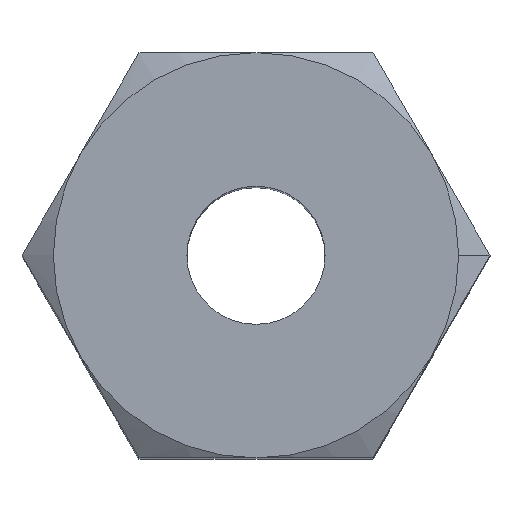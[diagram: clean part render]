
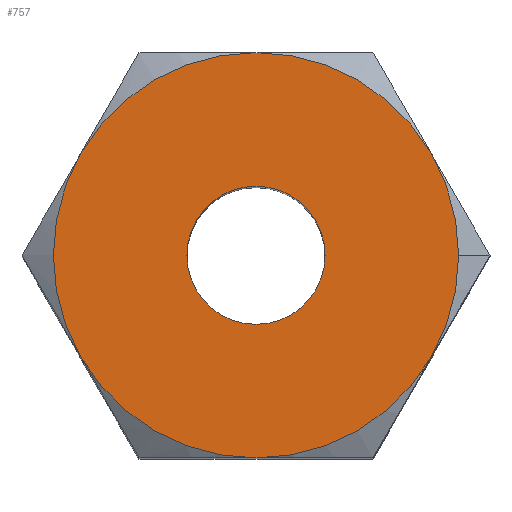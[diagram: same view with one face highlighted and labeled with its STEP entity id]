
A CAD part, top view. The second image highlights one B-rep face of the part: STEP entity #757.
In plain terms, the highlighted planar face has unit normal (0, 0, 1).
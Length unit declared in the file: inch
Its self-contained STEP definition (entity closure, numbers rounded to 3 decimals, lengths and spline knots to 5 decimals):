
#4 = CIRCLE ( 'NONE', #136, 0.15625 ) ;
#14 = DIRECTION ( 'NONE',  ( 0., 0., 1. ) ) ;
#16 = AXIS2_PLACEMENT_3D ( 'NONE', #613, #246, #728 ) ;
#53 = VERTEX_POINT ( 'NONE', #520 ) ;
#56 = CIRCLE ( 'NONE', #455, 0.15625 ) ;
#58 = DIRECTION ( 'NONE',  ( 1., 0., 0. ) ) ;
#60 = ORIENTED_EDGE ( 'NONE', *, *, #351, .F. ) ;
#69 = DIRECTION ( 'NONE',  ( 1., 0., 0. ) ) ;
#70 = CARTESIAN_POINT ( 'NONE',  ( 0., 0., 0.62992 ) ) ;
#82 = ORIENTED_EDGE ( 'NONE', *, *, #611, .T. ) ;
#88 = DIRECTION ( 'NONE',  ( 1., 0., 0. ) ) ;
#96 = AXIS2_PLACEMENT_3D ( 'NONE', #319, #438, #69 ) ;
#100 = EDGE_LOOP ( 'NONE', ( #645, #60 ) ) ;
#102 = VERTEX_POINT ( 'NONE', #717 ) ;
#106 = FACE_OUTER_BOUND ( 'NONE', #276, .T. ) ;
#121 = VERTEX_POINT ( 'NONE', #461 ) ;
#136 = AXIS2_PLACEMENT_3D ( 'NONE', #586, #404, #401 ) ;
#140 = VERTEX_POINT ( 'NONE', #354 ) ;
#162 = CARTESIAN_POINT ( 'NONE',  ( 0., 0., 0.62992 ) ) ;
#165 = ORIENTED_EDGE ( 'NONE', *, *, #763, .T. ) ;
#168 = EDGE_CURVE ( 'NONE', #102, #53, #292, .T. ) ;
#180 = VERTEX_POINT ( 'NONE', #349 ) ;
#184 = AXIS2_PLACEMENT_3D ( 'NONE', #326, #443, #323 ) ;
#185 = CARTESIAN_POINT ( 'NONE',  ( -0.05325, 0., 0.62992 ) ) ;
#246 = DIRECTION ( 'NONE',  ( 0., 0., 1. ) ) ;
#276 = EDGE_LOOP ( 'NONE', ( #165, #636, #508, #82, #533, #567, #499 ) ) ;
#278 = DIRECTION ( 'NONE',  ( 0., 0., 1. ) ) ;
#280 = CARTESIAN_POINT ( 'NONE',  ( 0.13532, 0.07813, 0.62992 ) ) ;
#292 = CIRCLE ( 'NONE', #767, 0.15625 ) ;
#298 = DIRECTION ( 'NONE',  ( 0., 0., 1. ) ) ;
#305 = VERTEX_POINT ( 'NONE', #185 ) ;
#317 = DIRECTION ( 'NONE',  ( 1., 0., 0. ) ) ;
#319 = CARTESIAN_POINT ( 'NONE',  ( 0., 0., 0.62992 ) ) ;
#323 = DIRECTION ( 'NONE',  ( 1., 0., 0. ) ) ;
#326 = CARTESIAN_POINT ( 'NONE',  ( 0., 0., 0.62992 ) ) ;
#334 = CIRCLE ( 'NONE', #16, 0.15625 ) ;
#335 = EDGE_CURVE ( 'NONE', #577, #408, #495, .T. ) ;
#349 = CARTESIAN_POINT ( 'NONE',  ( 0., 0.15625, 0.62992 ) ) ;
#351 = EDGE_CURVE ( 'NONE', #305, #656, #641, .T. ) ;
#354 = CARTESIAN_POINT ( 'NONE',  ( -0.13532, -0.07813, 0.62992 ) ) ;
#356 = CIRCLE ( 'NONE', #480, 0.15625 ) ;
#359 = AXIS2_PLACEMENT_3D ( 'NONE', #70, #504, #317 ) ;
#362 = DIRECTION ( 'NONE',  ( 1., 0., 0. ) ) ;
#370 = DIRECTION ( 'NONE',  ( 0., 0., 1. ) ) ;
#382 = EDGE_CURVE ( 'NONE', #408, #180, #56, .T. ) ;
#394 = CIRCLE ( 'NONE', #184, 0.15625 ) ;
#401 = DIRECTION ( 'NONE',  ( 1., 0., 0. ) ) ;
#404 = DIRECTION ( 'NONE',  ( 0., 0., 1. ) ) ;
#408 = VERTEX_POINT ( 'NONE', #280 ) ;
#418 = EDGE_CURVE ( 'NONE', #121, #140, #4, .T. ) ;
#435 = CARTESIAN_POINT ( 'NONE',  ( 0., 0., 0.62992 ) ) ;
#436 = CARTESIAN_POINT ( 'NONE',  ( 0., 0., 0.62992 ) ) ;
#438 = DIRECTION ( 'NONE',  ( 0., 0., 1. ) ) ;
#443 = DIRECTION ( 'NONE',  ( 0., 0., 1. ) ) ;
#455 = AXIS2_PLACEMENT_3D ( 'NONE', #657, #278, #88 ) ;
#459 = FACE_BOUND ( 'NONE', #100, .T. ) ;
#461 = CARTESIAN_POINT ( 'NONE',  ( -0.13532, 0.07813, 0.62992 ) ) ;
#472 = CARTESIAN_POINT ( 'NONE',  ( 0., 0., 0.62992 ) ) ;
#473 = DIRECTION ( 'NONE',  ( 0., 0., 1. ) ) ;
#480 = AXIS2_PLACEMENT_3D ( 'NONE', #435, #370, #58 ) ;
#495 = CIRCLE ( 'NONE', #669, 0.15625 ) ;
#499 = ORIENTED_EDGE ( 'NONE', *, *, #168, .T. ) ;
#504 = DIRECTION ( 'NONE',  ( 0., 0., 1. ) ) ;
#508 = ORIENTED_EDGE ( 'NONE', *, *, #382, .T. ) ;
#520 = CARTESIAN_POINT ( 'NONE',  ( 0.13532, -0.07813, 0.62992 ) ) ;
#533 = ORIENTED_EDGE ( 'NONE', *, *, #418, .T. ) ;
#565 = PLANE ( 'NONE',  #96 ) ;
#567 = ORIENTED_EDGE ( 'NONE', *, *, #700, .T. ) ;
#577 = VERTEX_POINT ( 'NONE', #785 ) ;
#579 = EDGE_CURVE ( 'NONE', #656, #305, #596, .T. ) ;
#586 = CARTESIAN_POINT ( 'NONE',  ( 0., 0., 0.62992 ) ) ;
#596 = CIRCLE ( 'NONE', #719, 0.05325 ) ;
#599 = DIRECTION ( 'NONE',  ( 1., 0., 0. ) ) ;
#611 = EDGE_CURVE ( 'NONE', #180, #121, #356, .T. ) ;
#613 = CARTESIAN_POINT ( 'NONE',  ( 0., 0., 0.62992 ) ) ;
#636 = ORIENTED_EDGE ( 'NONE', *, *, #335, .T. ) ;
#641 = CIRCLE ( 'NONE', #359, 0.05325 ) ;
#645 = ORIENTED_EDGE ( 'NONE', *, *, #579, .F. ) ;
#656 = VERTEX_POINT ( 'NONE', #790 ) ;
#657 = CARTESIAN_POINT ( 'NONE',  ( 0., 0., 0.62992 ) ) ;
#669 = AXIS2_PLACEMENT_3D ( 'NONE', #436, #14, #690 ) ;
#690 = DIRECTION ( 'NONE',  ( 1., 0., 0. ) ) ;
#700 = EDGE_CURVE ( 'NONE', #140, #102, #334, .T. ) ;
#717 = CARTESIAN_POINT ( 'NONE',  ( 0., -0.15625, 0.62992 ) ) ;
#719 = AXIS2_PLACEMENT_3D ( 'NONE', #162, #298, #362 ) ;
#728 = DIRECTION ( 'NONE',  ( 1., 0., 0. ) ) ;
#757 = ADVANCED_FACE ( 'NONE', ( #459, #106 ), #565, .T. ) ;
#763 = EDGE_CURVE ( 'NONE', #53, #577, #394, .T. ) ;
#767 = AXIS2_PLACEMENT_3D ( 'NONE', #472, #473, #599 ) ;
#785 = CARTESIAN_POINT ( 'NONE',  ( 0.15625, 0., 0.62992 ) ) ;
#790 = CARTESIAN_POINT ( 'NONE',  ( 0.05325, 0., 0.62992 ) ) ;
